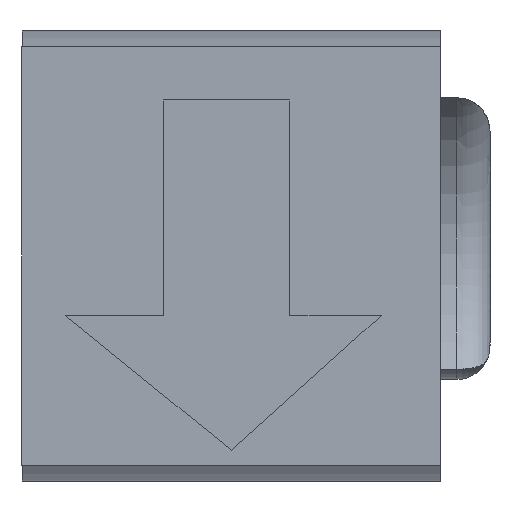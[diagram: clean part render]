
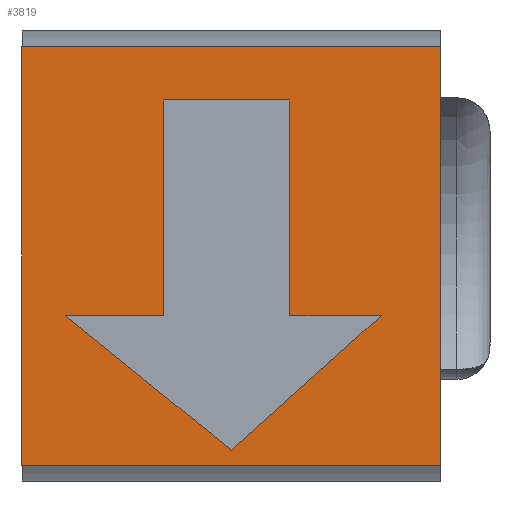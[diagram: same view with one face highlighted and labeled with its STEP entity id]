
A CAD part, left-side view. The second image highlights one B-rep face of the part: STEP entity #3819.
In plain terms, the highlighted planar face has unit normal (-1, 0, 0).
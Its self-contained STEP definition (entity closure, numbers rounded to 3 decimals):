
#435=PLANE('',#4170);
#647=FACE_OUTER_BOUND('',#863,.T.);
#863=EDGE_LOOP('',(#3408,#3409,#3410,#3411));
#1068=LINE('',#11418,#1273);
#1071=LINE('',#15305,#1276);
#1072=LINE('',#15306,#1277);
#1073=LINE('',#15307,#1278);
#1273=VECTOR('',#4890,10.);
#1276=VECTOR('',#4921,10.);
#1277=VECTOR('',#4922,10.);
#1278=VECTOR('',#4923,10.);
#1716=VERTEX_POINT('',#11411);
#1719=VERTEX_POINT('',#11416);
#1724=VERTEX_POINT('',#15303);
#1725=VERTEX_POINT('',#15304);
#2263=EDGE_CURVE('',#1719,#1716,#1068,.T.);
#2294=EDGE_CURVE('',#1724,#1725,#1071,.T.);
#2295=EDGE_CURVE('',#1724,#1716,#1072,.T.);
#2296=EDGE_CURVE('',#1725,#1719,#1073,.T.);
#3408=ORIENTED_EDGE('',*,*,#2294,.F.);
#3409=ORIENTED_EDGE('',*,*,#2295,.T.);
#3410=ORIENTED_EDGE('',*,*,#2263,.F.);
#3411=ORIENTED_EDGE('',*,*,#2296,.F.);
#3819=ADVANCED_FACE('',(#647),#435,.T.);
#4170=AXIS2_PLACEMENT_3D('',#15302,#4919,#4920);
#4890=DIRECTION('',(0.,-1.,0.));
#4919=DIRECTION('center_axis',(-1.,0.,0.));
#4920=DIRECTION('ref_axis',(0.,-1.,0.));
#4921=DIRECTION('',(0.,1.,0.));
#4922=DIRECTION('',(0.,0.,1.));
#4923=DIRECTION('',(0.,0.,1.));
#11411=CARTESIAN_POINT('',(-39.64,0.219,12.6));
#11416=CARTESIAN_POINT('',(-39.64,12.819,12.6));
#11418=CARTESIAN_POINT('',(-39.64,0.219,12.6));
#15302=CARTESIAN_POINT('Origin',(-39.64,12.819,0.));
#15303=CARTESIAN_POINT('',(-39.64,0.219,0.));
#15304=CARTESIAN_POINT('',(-39.64,12.819,0.));
#15305=CARTESIAN_POINT('',(-39.64,0.219,0.));
#15306=CARTESIAN_POINT('',(-39.64,0.219,0.));
#15307=CARTESIAN_POINT('',(-39.64,12.819,0.));
